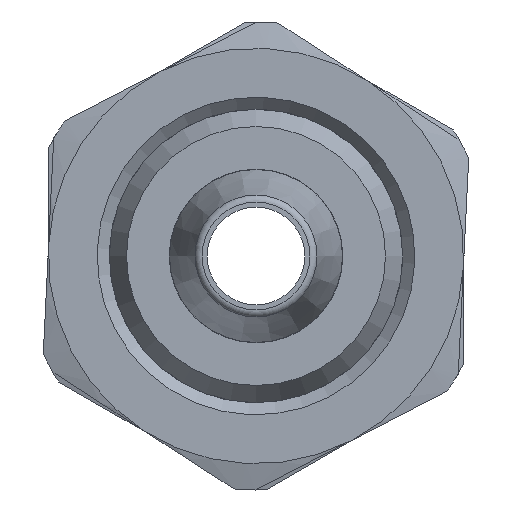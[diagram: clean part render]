
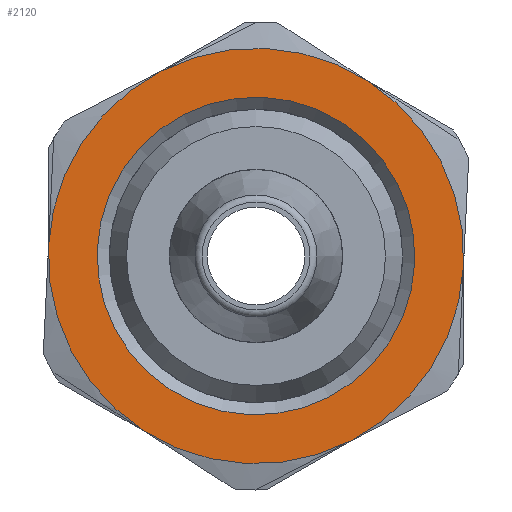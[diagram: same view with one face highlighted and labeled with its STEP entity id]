
A CAD part, left-side view. The second image highlights one B-rep face of the part: STEP entity #2120.
In plain terms, the highlighted planar face has unit normal (-1, 0, 0).
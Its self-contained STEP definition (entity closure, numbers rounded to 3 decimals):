
#2024=CARTESIAN_POINT('',(0.0,6.5,0.));
#2025=VERTEX_POINT('',#2024);
#2026=CARTESIAN_POINT('',(0.0,0.0,0.0));
#2027=DIRECTION('',(-1.0,0.0,0.0));
#2028=DIRECTION('',(0.0,-1.0,0.0));
#2029=AXIS2_PLACEMENT_3D('',#2026,#2027,#2028);
#2030=CIRCLE('',#2029,6.5);
#2031=EDGE_CURVE('',#2025,#2025,#2030,.T.);
#2056=CARTESIAN_POINT('',(0.0,7.25,0.0));
#2057=DIRECTION('',(-1.0,0.0,0.0));
#2058=DIRECTION('',(0.0,0.0,1.0));
#2059=AXIS2_PLACEMENT_3D('',#2056,#2057,#2058);
#2060=PLANE('',#2059);
#2061=CARTESIAN_POINT('',(0.0,8.5,0.0));
#2062=VERTEX_POINT('',#2061);
#2063=CARTESIAN_POINT('',(0.0,4.25,7.361));
#2064=VERTEX_POINT('',#2063);
#2065=CARTESIAN_POINT('',(0.0,0.0,0.0));
#2066=DIRECTION('',(1.0,0.0,0.0));
#2067=DIRECTION('',(0.0,1.0,0.0));
#2068=AXIS2_PLACEMENT_3D('',#2065,#2066,#2067);
#2069=CIRCLE('',#2068,8.5);
#2070=EDGE_CURVE('',#2062,#2064,#2069,.T.);
#2071=ORIENTED_EDGE('',*,*,#2070,.F.);
#2072=CARTESIAN_POINT('',(0.0,4.25,-7.361));
#2073=VERTEX_POINT('',#2072);
#2074=CARTESIAN_POINT('',(0.0,0.0,0.0));
#2075=DIRECTION('',(1.0,0.0,0.0));
#2076=DIRECTION('',(0.0,1.0,0.0));
#2077=AXIS2_PLACEMENT_3D('',#2074,#2075,#2076);
#2078=CIRCLE('',#2077,8.5);
#2079=EDGE_CURVE('',#2073,#2062,#2078,.T.);
#2080=ORIENTED_EDGE('',*,*,#2079,.F.);
#2081=CARTESIAN_POINT('',(0.0,-4.25,-7.361));
#2082=VERTEX_POINT('',#2081);
#2083=CARTESIAN_POINT('',(0.0,0.0,0.0));
#2084=DIRECTION('',(1.0,0.0,0.0));
#2085=DIRECTION('',(0.0,1.0,0.0));
#2086=AXIS2_PLACEMENT_3D('',#2083,#2084,#2085);
#2087=CIRCLE('',#2086,8.5);
#2088=EDGE_CURVE('',#2082,#2073,#2087,.T.);
#2089=ORIENTED_EDGE('',*,*,#2088,.F.);
#2090=CARTESIAN_POINT('',(0.0,-8.5,0.));
#2091=VERTEX_POINT('',#2090);
#2092=CARTESIAN_POINT('',(0.0,0.0,0.0));
#2093=DIRECTION('',(1.0,0.0,0.0));
#2094=DIRECTION('',(0.0,1.0,0.0));
#2095=AXIS2_PLACEMENT_3D('',#2092,#2093,#2094);
#2096=CIRCLE('',#2095,8.5);
#2097=EDGE_CURVE('',#2091,#2082,#2096,.T.);
#2098=ORIENTED_EDGE('',*,*,#2097,.F.);
#2099=CARTESIAN_POINT('',(0.0,-4.25,7.361));
#2100=VERTEX_POINT('',#2099);
#2101=CARTESIAN_POINT('',(0.0,0.0,0.0));
#2102=DIRECTION('',(1.0,0.0,0.0));
#2103=DIRECTION('',(0.0,1.0,0.0));
#2104=AXIS2_PLACEMENT_3D('',#2101,#2102,#2103);
#2105=CIRCLE('',#2104,8.5);
#2106=EDGE_CURVE('',#2100,#2091,#2105,.T.);
#2107=ORIENTED_EDGE('',*,*,#2106,.F.);
#2108=CARTESIAN_POINT('',(0.0,0.0,0.0));
#2109=DIRECTION('',(1.0,0.0,0.0));
#2110=DIRECTION('',(0.0,1.0,0.0));
#2111=AXIS2_PLACEMENT_3D('',#2108,#2109,#2110);
#2112=CIRCLE('',#2111,8.5);
#2113=EDGE_CURVE('',#2064,#2100,#2112,.T.);
#2114=ORIENTED_EDGE('',*,*,#2113,.F.);
#2115=EDGE_LOOP('',(#2071,#2080,#2089,#2098,#2107,#2114));
#2116=FACE_OUTER_BOUND('',#2115,.T.);
#2117=ORIENTED_EDGE('',*,*,#2031,.F.);
#2118=EDGE_LOOP('',(#2117));
#2119=FACE_BOUND('',#2118,.T.);
#2120=ADVANCED_FACE('',(#2116,#2119),#2060,.T.);
